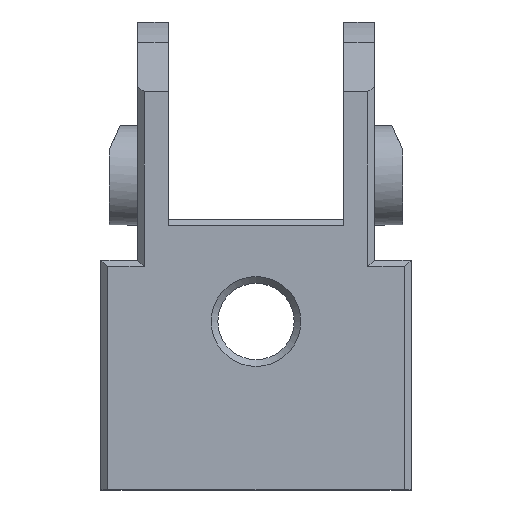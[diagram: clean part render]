
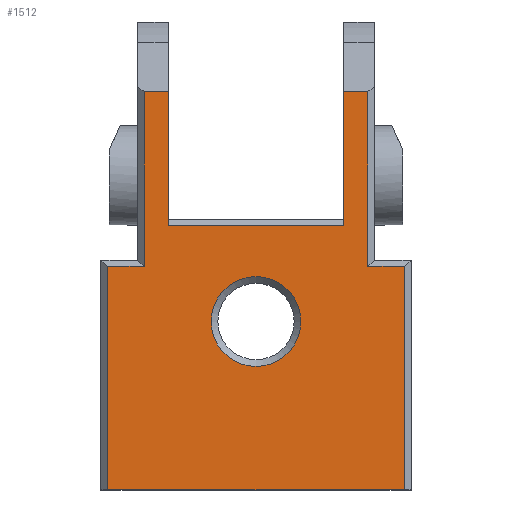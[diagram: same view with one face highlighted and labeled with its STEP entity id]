
A CAD part, left-side view. The second image highlights one B-rep face of the part: STEP entity #1512.
In plain terms, the highlighted planar face has unit normal (-1, 0, 0).
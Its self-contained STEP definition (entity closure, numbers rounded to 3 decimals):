
#29=FACE_BOUND('',#195,.T.);
#33=PLANE('',#1611);
#112=FACE_OUTER_BOUND('',#194,.T.);
#194=EDGE_LOOP('',(#1051,#1052,#1053,#1054,#1055,#1056,#1057,#1058,#1059,
#1060,#1061,#1062));
#195=EDGE_LOOP('',(#1063));
#280=LINE('',#2209,#444);
#281=LINE('',#2211,#445);
#282=LINE('',#2213,#446);
#283=LINE('',#2215,#447);
#284=LINE('',#2217,#448);
#285=LINE('',#2219,#449);
#286=LINE('',#2221,#450);
#287=LINE('',#2223,#451);
#288=LINE('',#2225,#452);
#289=LINE('',#2227,#453);
#290=LINE('',#2229,#454);
#291=LINE('',#2230,#455);
#444=VECTOR('',#1763,10.);
#445=VECTOR('',#1764,750.);
#446=VECTOR('',#1765,750.);
#447=VECTOR('',#1766,750.);
#448=VECTOR('',#1767,750.);
#449=VECTOR('',#1768,750.);
#450=VECTOR('',#1769,750.);
#451=VECTOR('',#1770,750.);
#452=VECTOR('',#1771,750.);
#453=VECTOR('',#1772,750.);
#454=VECTOR('',#1773,750.);
#455=VECTOR('',#1774,750.);
#607=CIRCLE('',#1608,2.);
#660=VERTEX_POINT('',#2199);
#662=VERTEX_POINT('',#2207);
#663=VERTEX_POINT('',#2208);
#664=VERTEX_POINT('',#2210);
#665=VERTEX_POINT('',#2212);
#666=VERTEX_POINT('',#2214);
#667=VERTEX_POINT('',#2216);
#668=VERTEX_POINT('',#2218);
#669=VERTEX_POINT('',#2220);
#670=VERTEX_POINT('',#2222);
#671=VERTEX_POINT('',#2224);
#672=VERTEX_POINT('',#2226);
#673=VERTEX_POINT('',#2228);
#814=EDGE_CURVE('',#660,#660,#607,.T.);
#817=EDGE_CURVE('',#662,#663,#280,.T.);
#818=EDGE_CURVE('',#664,#662,#281,.T.);
#819=EDGE_CURVE('',#665,#664,#282,.T.);
#820=EDGE_CURVE('',#666,#665,#283,.T.);
#821=EDGE_CURVE('',#666,#667,#284,.T.);
#822=EDGE_CURVE('',#667,#668,#285,.T.);
#823=EDGE_CURVE('',#669,#668,#286,.T.);
#824=EDGE_CURVE('',#670,#669,#287,.T.);
#825=EDGE_CURVE('',#671,#670,#288,.T.);
#826=EDGE_CURVE('',#672,#671,#289,.T.);
#827=EDGE_CURVE('',#673,#672,#290,.T.);
#828=EDGE_CURVE('',#673,#663,#291,.T.);
#1051=ORIENTED_EDGE('',*,*,#817,.F.);
#1052=ORIENTED_EDGE('',*,*,#818,.F.);
#1053=ORIENTED_EDGE('',*,*,#819,.F.);
#1054=ORIENTED_EDGE('',*,*,#820,.F.);
#1055=ORIENTED_EDGE('',*,*,#821,.T.);
#1056=ORIENTED_EDGE('',*,*,#822,.T.);
#1057=ORIENTED_EDGE('',*,*,#823,.F.);
#1058=ORIENTED_EDGE('',*,*,#824,.F.);
#1059=ORIENTED_EDGE('',*,*,#825,.F.);
#1060=ORIENTED_EDGE('',*,*,#826,.F.);
#1061=ORIENTED_EDGE('',*,*,#827,.F.);
#1062=ORIENTED_EDGE('',*,*,#828,.T.);
#1063=ORIENTED_EDGE('',*,*,#814,.F.);
#1512=ADVANCED_FACE('',(#112,#29),#33,.F.);
#1608=AXIS2_PLACEMENT_3D('',#2201,#1754,#1755);
#1611=AXIS2_PLACEMENT_3D('',#2206,#1761,#1762);
#1754=DIRECTION('center_axis',(-1.,0.,0.));
#1755=DIRECTION('ref_axis',(0.,1.,0.));
#1761=DIRECTION('center_axis',(1.,0.,0.));
#1762=DIRECTION('ref_axis',(0.,0.,1.));
#1763=DIRECTION('',(0.,1.,0.));
#1764=DIRECTION('',(0.,0.,-1.));
#1765=DIRECTION('',(0.,-1.,0.));
#1766=DIRECTION('',(0.,0.,-1.));
#1767=DIRECTION('',(0.,1.,0.));
#1768=DIRECTION('',(0.,0.,-1.));
#1769=DIRECTION('',(0.,-1.,0.));
#1770=DIRECTION('',(0.,0.,-1.));
#1771=DIRECTION('',(0.,-1.,0.));
#1772=DIRECTION('',(0.,0.,1.));
#1773=DIRECTION('',(0.,-1.,0.));
#1774=DIRECTION('',(0.,0.,-1.));
#2199=CARTESIAN_POINT('',(133.152,332.756,28.798));
#2201=CARTESIAN_POINT('Origin',(133.152,334.756,28.798));
#2206=CARTESIAN_POINT('Origin',(133.152,329.544,27.804));
#2207=CARTESIAN_POINT('',(133.152,328.149,21.298));
#2208=CARTESIAN_POINT('',(133.152,341.364,21.298));
#2209=CARTESIAN_POINT('',(133.152,332.15,21.298));
#2210=CARTESIAN_POINT('',(133.152,328.149,31.254));
#2211=CARTESIAN_POINT('',(133.152,328.149,24.054));
#2212=CARTESIAN_POINT('',(133.152,329.784,31.254));
#2213=CARTESIAN_POINT('',(133.152,329.188,31.254));
#2214=CARTESIAN_POINT('',(133.152,329.784,39.026));
#2215=CARTESIAN_POINT('',(133.152,329.784,31.554));
#2216=CARTESIAN_POINT('',(133.152,330.856,39.026));
#2217=CARTESIAN_POINT('',(133.152,330.2,39.026));
#2218=CARTESIAN_POINT('',(133.152,330.856,33.054));
#2219=CARTESIAN_POINT('',(133.152,330.856,33.276));
#2220=CARTESIAN_POINT('',(133.152,338.656,33.054));
#2221=CARTESIAN_POINT('',(133.152,330.2,33.054));
#2222=CARTESIAN_POINT('',(133.152,338.656,39.026));
#2223=CARTESIAN_POINT('',(133.152,338.656,33.276));
#2224=CARTESIAN_POINT('',(133.152,339.729,39.026));
#2225=CARTESIAN_POINT('',(133.152,339.313,39.026));
#2226=CARTESIAN_POINT('',(133.152,339.729,31.254));
#2227=CARTESIAN_POINT('',(133.152,339.729,31.554));
#2228=CARTESIAN_POINT('',(133.152,341.364,31.254));
#2229=CARTESIAN_POINT('',(133.152,335.113,31.254));
#2230=CARTESIAN_POINT('',(133.152,341.364,24.054));
